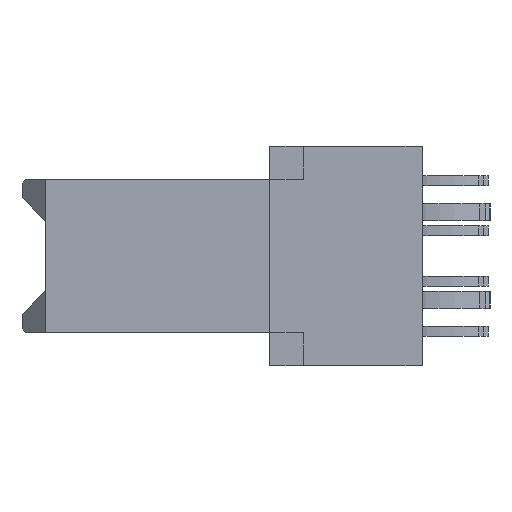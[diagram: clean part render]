
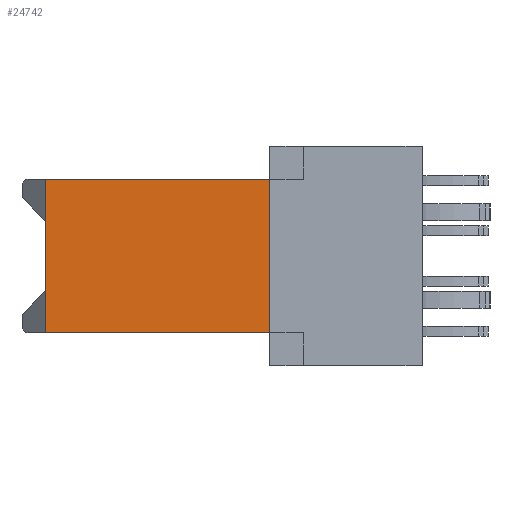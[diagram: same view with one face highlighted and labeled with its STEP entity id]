
A CAD part, left-side view. The second image highlights one B-rep face of the part: STEP entity #24742.
In plain terms, the highlighted planar face has unit normal (-1, 0, 0).
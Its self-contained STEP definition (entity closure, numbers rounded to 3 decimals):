
#985=DIRECTION('',(0.,-1.,0.));
#986=VECTOR('',#985,8.52);
#987=CARTESIAN_POINT('',(-22.645,8.52,-2.915));
#988=LINE('',#987,#986);
#1797=DIRECTION('',(0.,-1.,0.));
#1798=VECTOR('',#1797,8.52);
#1799=CARTESIAN_POINT('',(-22.645,8.52,2.915));
#1800=LINE('',#1799,#1798);
#1897=DIRECTION('',(0.,0.,1.));
#1898=VECTOR('',#1897,5.83);
#1899=CARTESIAN_POINT('',(-22.645,0.,-2.915));
#1900=LINE('',#1899,#1898);
#1901=DIRECTION('',(0.,0.,-1.));
#1902=VECTOR('',#1901,1.6);
#1903=CARTESIAN_POINT('',(-22.645,8.52,-1.315));
#1904=LINE('',#1903,#1902);
#1905=DIRECTION('',(0.,0.,-1.));
#1906=VECTOR('',#1905,2.63);
#1907=CARTESIAN_POINT('',(-22.645,8.52,1.315));
#1908=LINE('',#1907,#1906);
#1909=DIRECTION('',(0.,0.,-1.));
#1910=VECTOR('',#1909,1.6);
#1911=CARTESIAN_POINT('',(-22.645,8.52,2.915));
#1912=LINE('',#1911,#1910);
#17781=CARTESIAN_POINT('',(-22.645,8.52,-1.315));
#17782=CARTESIAN_POINT('',(-22.645,8.52,-2.915));
#17783=VERTEX_POINT('',#17781);
#17784=VERTEX_POINT('',#17782);
#17801=CARTESIAN_POINT('',(-22.645,8.52,1.315));
#17802=VERTEX_POINT('',#17801);
#17819=CARTESIAN_POINT('',(-22.645,8.52,2.915));
#17820=VERTEX_POINT('',#17819);
#18317=CARTESIAN_POINT('',(-22.645,0.,-2.915));
#18318=CARTESIAN_POINT('',(-22.645,0.,2.915));
#18319=VERTEX_POINT('',#18317);
#18320=VERTEX_POINT('',#18318);
#24726=CARTESIAN_POINT('',(-22.645,9.42,-2.915));
#24727=DIRECTION('',(-1.,0.,0.));
#24728=DIRECTION('',(0.,-1.,0.));
#24729=AXIS2_PLACEMENT_3D('',#24726,#24727,#24728);
#24730=PLANE('',#24729);
#24731=ORIENTED_EDGE('',*,*,#24702,.F.);
#24732=ORIENTED_EDGE('',*,*,#23430,.F.);
#24734=ORIENTED_EDGE('',*,*,#24733,.F.);
#24736=ORIENTED_EDGE('',*,*,#24735,.F.);
#24738=ORIENTED_EDGE('',*,*,#24737,.F.);
#24739=ORIENTED_EDGE('',*,*,#24591,.T.);
#24740=EDGE_LOOP('',(#24731,#24732,#24734,#24736,#24738,#24739));
#24741=FACE_OUTER_BOUND('',#24740,.F.);
#24742=ADVANCED_FACE('',(#24741),#24730,.T.);
#23430=EDGE_CURVE('',#17784,#18319,#988,.T.);
#24591=EDGE_CURVE('',#17820,#18320,#1800,.T.);
#24702=EDGE_CURVE('',#18319,#18320,#1900,.T.);
#24733=EDGE_CURVE('',#17783,#17784,#1904,.T.);
#24735=EDGE_CURVE('',#17802,#17783,#1908,.T.);
#24737=EDGE_CURVE('',#17820,#17802,#1912,.T.);
